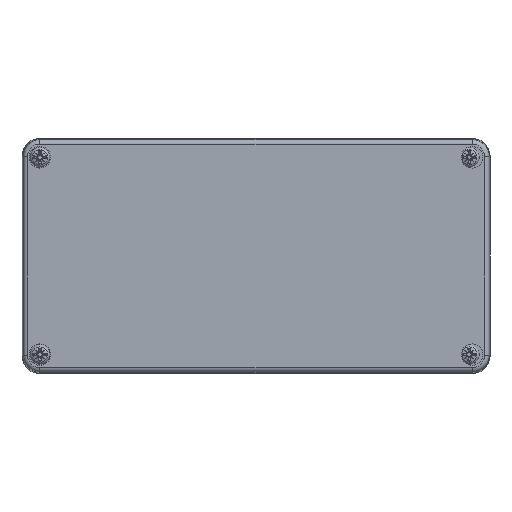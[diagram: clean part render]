
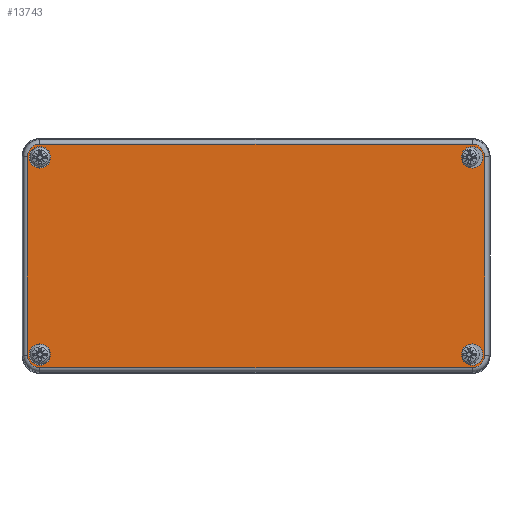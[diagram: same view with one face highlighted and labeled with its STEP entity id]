
A CAD part, top view. The second image highlights one B-rep face of the part: STEP entity #13743.
In plain terms, the highlighted face is planar.
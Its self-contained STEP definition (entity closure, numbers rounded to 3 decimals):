
#13322=CARTESIAN_POINT('',(-74.5,-38.514,-15.0));
#13323=VERTEX_POINT('',#13322);
#13331=CARTESIAN_POINT('',(74.5,-38.514,-15.0));
#13332=VERTEX_POINT('',#13331);
#13333=CARTESIAN_POINT('',(-74.5,-38.514,-15.0));
#13334=DIRECTION('',(1.0,0.0,0.0));
#13335=VECTOR('',#13334,149.);
#13336=LINE('',#13333,#13335);
#13337=EDGE_CURVE('',#13323,#13332,#13336,.T.);
#13364=CARTESIAN_POINT('',(-78.764,-34.25,-15.0));
#13365=VERTEX_POINT('',#13364);
#13373=CARTESIAN_POINT('',(-74.5,-34.25,-15.0));
#13374=DIRECTION('',(0.0,0.0,1.0));
#13375=DIRECTION('',(-0.707,-0.707,0.0));
#13376=AXIS2_PLACEMENT_3D('',#13373,#13374,#13375);
#13377=CIRCLE('',#13376,4.264);
#13378=EDGE_CURVE('',#13365,#13323,#13377,.T.);
#13396=CARTESIAN_POINT('',(78.764,-34.25,-15.0));
#13397=VERTEX_POINT('',#13396);
#13415=CARTESIAN_POINT('',(74.5,-34.25,-15.0));
#13416=DIRECTION('',(0.0,0.0,1.0));
#13417=DIRECTION('',(0.707,-0.707,0.0));
#13418=AXIS2_PLACEMENT_3D('',#13415,#13416,#13417);
#13419=CIRCLE('',#13418,4.264);
#13420=EDGE_CURVE('',#13332,#13397,#13419,.T.);
#13432=CARTESIAN_POINT('',(-78.764,34.25,-15.0));
#13433=VERTEX_POINT('',#13432);
#13441=CARTESIAN_POINT('',(-78.764,34.25,-15.0));
#13442=DIRECTION('',(0.0,-1.0,0.0));
#13443=VECTOR('',#13442,68.5);
#13444=LINE('',#13441,#13443);
#13445=EDGE_CURVE('',#13433,#13365,#13444,.T.);
#13462=CARTESIAN_POINT('',(78.764,34.25,-15.0));
#13463=VERTEX_POINT('',#13462);
#13480=CARTESIAN_POINT('',(78.764,-34.25,-15.0));
#13481=DIRECTION('',(0.0,1.0,0.0));
#13482=VECTOR('',#13481,68.5);
#13483=LINE('',#13480,#13482);
#13484=EDGE_CURVE('',#13397,#13463,#13483,.T.);
#13496=CARTESIAN_POINT('',(-74.5,38.514,-15.0));
#13497=VERTEX_POINT('',#13496);
#13505=CARTESIAN_POINT('',(-74.5,34.25,-15.0));
#13506=DIRECTION('',(0.0,0.0,1.0));
#13507=DIRECTION('',(-0.707,0.707,0.0));
#13508=AXIS2_PLACEMENT_3D('',#13505,#13506,#13507);
#13509=CIRCLE('',#13508,4.264);
#13510=EDGE_CURVE('',#13497,#13433,#13509,.T.);
#13528=CARTESIAN_POINT('',(74.5,38.514,-15.0));
#13529=VERTEX_POINT('',#13528);
#13547=CARTESIAN_POINT('',(74.5,34.25,-15.0));
#13548=DIRECTION('',(0.0,0.0,1.0));
#13549=DIRECTION('',(0.707,0.707,0.0));
#13550=AXIS2_PLACEMENT_3D('',#13547,#13548,#13549);
#13551=CIRCLE('',#13550,4.264);
#13552=EDGE_CURVE('',#13463,#13529,#13551,.T.);
#13570=CARTESIAN_POINT('',(74.5,38.514,-15.0));
#13571=DIRECTION('',(-1.0,0.0,0.0));
#13572=VECTOR('',#13571,149.);
#13573=LINE('',#13570,#13572);
#13574=EDGE_CURVE('',#13529,#13497,#13573,.T.);
#13684=CARTESIAN_POINT('',(0.,0.,-15.0));
#13685=DIRECTION('',(0.0,0.0,1.0));
#13686=DIRECTION('',(1.0,0.0,0.0));
#13687=AXIS2_PLACEMENT_3D('',#13684,#13685,#13686);
#13688=PLANE('',#13687);
#13689=ORIENTED_EDGE('',*,*,#13337,.F.);
#13690=ORIENTED_EDGE('',*,*,#13378,.F.);
#13691=ORIENTED_EDGE('',*,*,#13445,.F.);
#13692=ORIENTED_EDGE('',*,*,#13510,.F.);
#13693=ORIENTED_EDGE('',*,*,#13574,.F.);
#13694=ORIENTED_EDGE('',*,*,#13552,.F.);
#13695=ORIENTED_EDGE('',*,*,#13484,.F.);
#13696=ORIENTED_EDGE('',*,*,#13420,.F.);
#13697=EDGE_LOOP('',(#13689,#13690,#13691,#13692,#13693,#13694,#13695,#13696));
#13698=FACE_OUTER_BOUND('',#13697,.T.);
#13699=CARTESIAN_POINT('',(-78.2,-34.,-15.0));
#13700=VERTEX_POINT('',#13699);
#13701=CARTESIAN_POINT('',(-74.5,-34.,-15.0));
#13702=DIRECTION('',(0.0,0.0,1.0));
#13703=DIRECTION('',(1.0,0.0,0.0));
#13704=AXIS2_PLACEMENT_3D('',#13701,#13702,#13703);
#13705=CIRCLE('',#13704,3.7);
#13706=EDGE_CURVE('',#13700,#13700,#13705,.T.);
#13707=ORIENTED_EDGE('',*,*,#13706,.T.);
#13708=EDGE_LOOP('',(#13707));
#13709=FACE_BOUND('',#13708,.T.);
#13710=CARTESIAN_POINT('',(-78.2,34.,-15.0));
#13711=VERTEX_POINT('',#13710);
#13712=CARTESIAN_POINT('',(-74.5,34.,-15.0));
#13713=DIRECTION('',(0.0,0.0,1.0));
#13714=DIRECTION('',(1.0,0.0,0.0));
#13715=AXIS2_PLACEMENT_3D('',#13712,#13713,#13714);
#13716=CIRCLE('',#13715,3.7);
#13717=EDGE_CURVE('',#13711,#13711,#13716,.T.);
#13718=ORIENTED_EDGE('',*,*,#13717,.T.);
#13719=EDGE_LOOP('',(#13718));
#13720=FACE_BOUND('',#13719,.T.);
#13721=CARTESIAN_POINT('',(70.8,34.,-15.0));
#13722=VERTEX_POINT('',#13721);
#13723=CARTESIAN_POINT('',(74.5,34.,-15.0));
#13724=DIRECTION('',(0.0,0.0,1.0));
#13725=DIRECTION('',(1.0,0.0,0.0));
#13726=AXIS2_PLACEMENT_3D('',#13723,#13724,#13725);
#13727=CIRCLE('',#13726,3.7);
#13728=EDGE_CURVE('',#13722,#13722,#13727,.T.);
#13729=ORIENTED_EDGE('',*,*,#13728,.T.);
#13730=EDGE_LOOP('',(#13729));
#13731=FACE_BOUND('',#13730,.T.);
#13732=CARTESIAN_POINT('',(70.8,-34.,-15.0));
#13733=VERTEX_POINT('',#13732);
#13734=CARTESIAN_POINT('',(74.5,-34.,-15.0));
#13735=DIRECTION('',(0.0,0.0,1.0));
#13736=DIRECTION('',(1.0,0.0,0.0));
#13737=AXIS2_PLACEMENT_3D('',#13734,#13735,#13736);
#13738=CIRCLE('',#13737,3.7);
#13739=EDGE_CURVE('',#13733,#13733,#13738,.T.);
#13740=ORIENTED_EDGE('',*,*,#13739,.T.);
#13741=EDGE_LOOP('',(#13740));
#13742=FACE_BOUND('',#13741,.T.);
#13743=ADVANCED_FACE('',(#13698,#13709,#13720,#13731,#13742),#13688,.F.);
